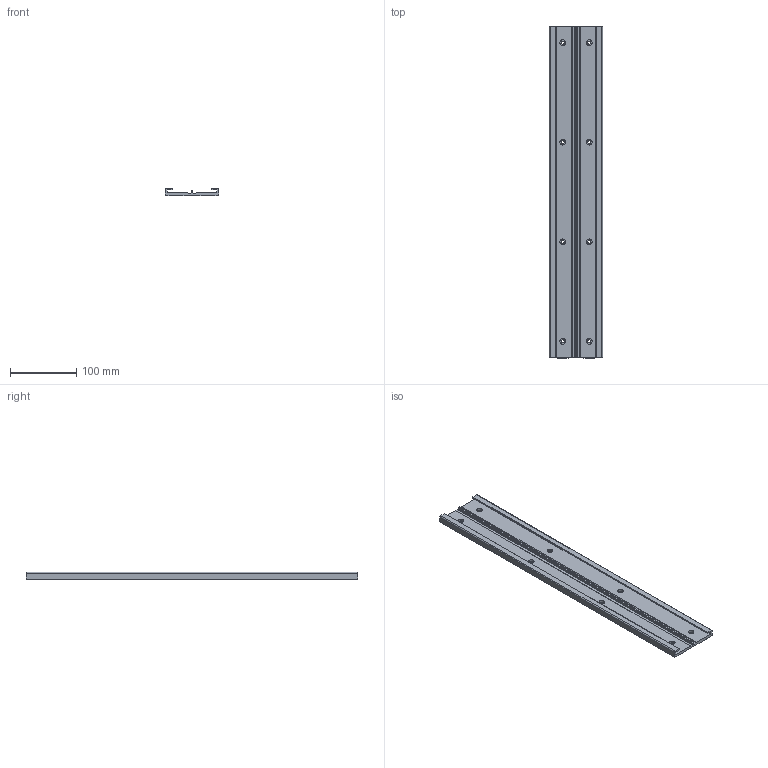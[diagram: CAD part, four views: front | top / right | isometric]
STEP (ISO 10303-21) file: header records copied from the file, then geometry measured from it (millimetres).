
FILE_DESCRIPTION(('STEP AP214'),'1');
FILE_NAME('NS_01_80_500_1.stp','2017-11-16T18:54:07',('igus GmbH'),(''),'Spatial InterOp 3D',' ',' ');
FILE_SCHEMA(('AUTOMOTIVE_DESIGN'));
Length unit declared in the file: millimetre
Products named in the file (1): 2017_11_16__19-54-07-711
Bounding box: 80 x 500 x 11 mm (x, y, z)
Volume: 209409.2 mm3; surface area: 115761.3 mm2
Topology: 1 solids, 1 shells, 84 faces, 222 edges, 148 vertices
Faces by surface type: cylinder 46, plane 38
Entity records: 3366 total; most frequent: DIRECTION 484, CARTESIAN_POINT 455, ORIENTED_EDGE 444, EDGE_CURVE 222, AXIS2_PLACEMENT_3D 177, VERTEX_POINT 148, LINE 130, VECTOR 130
